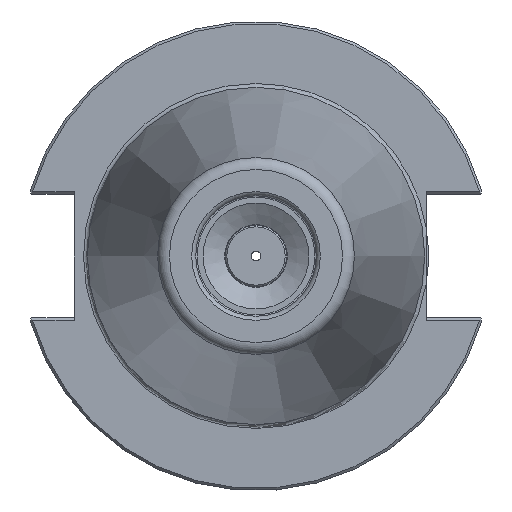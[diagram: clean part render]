
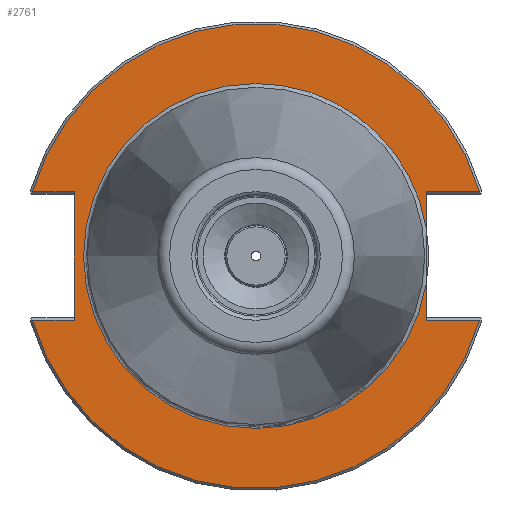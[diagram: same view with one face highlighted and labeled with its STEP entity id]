
A CAD part, left-side view. The second image highlights one B-rep face of the part: STEP entity #2761.
In plain terms, the highlighted planar face has unit normal (-1, 0, 0).
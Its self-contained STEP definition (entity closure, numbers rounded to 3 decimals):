
#215=PLANE('',#2984);
#287=FACE_OUTER_BOUND('',#445,.T.);
#445=EDGE_LOOP('',(#1953,#1954,#1955,#1956,#1957,#1958,#1959,#1960,#1961,
#1962,#1963));
#608=LINE('',#4272,#750);
#612=LINE('',#4280,#754);
#613=LINE('',#4284,#755);
#614=LINE('',#4286,#756);
#615=LINE('',#4288,#757);
#616=LINE('',#4292,#758);
#617=LINE('',#4294,#759);
#750=VECTOR('',#3428,10.);
#754=VECTOR('',#3434,10.);
#755=VECTOR('',#3437,10.);
#756=VECTOR('',#3438,10.);
#757=VECTOR('',#3439,10.);
#758=VECTOR('',#3442,10.);
#759=VECTOR('',#3443,10.);
#930=CIRCLE('',#2985,48.25);
#931=CIRCLE('',#2986,48.25);
#932=CIRCLE('',#2987,35.8);
#933=CIRCLE('',#2988,35.8);
#1144=VERTEX_POINT('',#4267);
#1145=VERTEX_POINT('',#4271);
#1148=VERTEX_POINT('',#4279);
#1149=VERTEX_POINT('',#4281);
#1150=VERTEX_POINT('',#4283);
#1151=VERTEX_POINT('',#4285);
#1152=VERTEX_POINT('',#4287);
#1153=VERTEX_POINT('',#4289);
#1154=VERTEX_POINT('',#4291);
#1155=VERTEX_POINT('',#4293);
#1156=VERTEX_POINT('',#4295);
#1462=EDGE_CURVE('',#1144,#1145,#608,.T.);
#1466=EDGE_CURVE('',#1148,#1145,#612,.T.);
#1467=EDGE_CURVE('',#1149,#1144,#930,.T.);
#1468=EDGE_CURVE('',#1150,#1149,#613,.T.);
#1469=EDGE_CURVE('',#1150,#1151,#614,.T.);
#1470=EDGE_CURVE('',#1152,#1151,#615,.T.);
#1471=EDGE_CURVE('',#1153,#1152,#931,.T.);
#1472=EDGE_CURVE('',#1154,#1153,#616,.T.);
#1473=EDGE_CURVE('',#1154,#1155,#617,.T.);
#1474=EDGE_CURVE('',#1155,#1156,#932,.T.);
#1475=EDGE_CURVE('',#1156,#1148,#933,.T.);
#1953=ORIENTED_EDGE('',*,*,#1466,.T.);
#1954=ORIENTED_EDGE('',*,*,#1462,.F.);
#1955=ORIENTED_EDGE('',*,*,#1467,.F.);
#1956=ORIENTED_EDGE('',*,*,#1468,.F.);
#1957=ORIENTED_EDGE('',*,*,#1469,.T.);
#1958=ORIENTED_EDGE('',*,*,#1470,.F.);
#1959=ORIENTED_EDGE('',*,*,#1471,.F.);
#1960=ORIENTED_EDGE('',*,*,#1472,.F.);
#1961=ORIENTED_EDGE('',*,*,#1473,.T.);
#1962=ORIENTED_EDGE('',*,*,#1474,.T.);
#1963=ORIENTED_EDGE('',*,*,#1475,.T.);
#2761=ADVANCED_FACE('',(#287),#215,.T.);
#2984=AXIS2_PLACEMENT_3D('',#4278,#3432,#3433);
#2985=AXIS2_PLACEMENT_3D('',#4282,#3435,#3436);
#2986=AXIS2_PLACEMENT_3D('',#4290,#3440,#3441);
#2987=AXIS2_PLACEMENT_3D('',#4296,#3444,#3445);
#2988=AXIS2_PLACEMENT_3D('',#4297,#3446,#3447);
#3428=DIRECTION('',(0.,1.,0.));
#3432=DIRECTION('center_axis',(-1.,0.,0.));
#3433=DIRECTION('ref_axis',(0.,0.,1.));
#3434=DIRECTION('',(0.,0.,1.));
#3435=DIRECTION('center_axis',(1.,0.,0.));
#3436=DIRECTION('ref_axis',(0.,0.,-1.));
#3437=DIRECTION('',(0.,1.,0.));
#3438=DIRECTION('',(0.,0.,-1.));
#3439=DIRECTION('',(0.,-1.,0.));
#3440=DIRECTION('center_axis',(1.,0.,0.));
#3441=DIRECTION('ref_axis',(0.,0.,-1.));
#3442=DIRECTION('',(0.,-1.,0.));
#3443=DIRECTION('',(0.,0.,1.));
#3444=DIRECTION('center_axis',(1.,0.,0.));
#3445=DIRECTION('ref_axis',(0.,0.,-1.));
#3446=DIRECTION('center_axis',(1.,0.,0.));
#3447=DIRECTION('ref_axis',(0.,0.,-1.));
#4267=CARTESIAN_POINT('',(3.175,-46.373,13.325));
#4271=CARTESIAN_POINT('',(3.175,-35.3,13.325));
#4272=CARTESIAN_POINT('',(3.175,6.475,13.325));
#4278=CARTESIAN_POINT('Origin',(3.175,48.25,0.));
#4279=CARTESIAN_POINT('',(3.175,-35.3,5.962));
#4280=CARTESIAN_POINT('',(3.175,-35.3,-6.413));
#4281=CARTESIAN_POINT('',(3.175,46.373,13.325));
#4282=CARTESIAN_POINT('Origin',(3.175,0.,0.));
#4283=CARTESIAN_POINT('',(3.175,37.7,13.325));
#4284=CARTESIAN_POINT('',(3.175,61.395,13.325));
#4285=CARTESIAN_POINT('',(3.175,37.7,-13.325));
#4286=CARTESIAN_POINT('',(3.175,37.7,6.413));
#4287=CARTESIAN_POINT('',(3.175,46.373,-13.325));
#4288=CARTESIAN_POINT('',(3.175,42.975,-13.325));
#4289=CARTESIAN_POINT('',(3.175,-46.373,-13.325));
#4290=CARTESIAN_POINT('Origin',(3.175,0.,0.));
#4291=CARTESIAN_POINT('',(3.175,-35.3,-13.325));
#4292=CARTESIAN_POINT('',(3.175,-13.707,-13.325));
#4293=CARTESIAN_POINT('',(3.175,-35.3,-5.962));
#4294=CARTESIAN_POINT('',(3.175,-35.3,-6.413));
#4295=CARTESIAN_POINT('',(3.175,0.,35.8));
#4296=CARTESIAN_POINT('Origin',(3.175,0.,0.));
#4297=CARTESIAN_POINT('Origin',(3.175,0.,0.));
